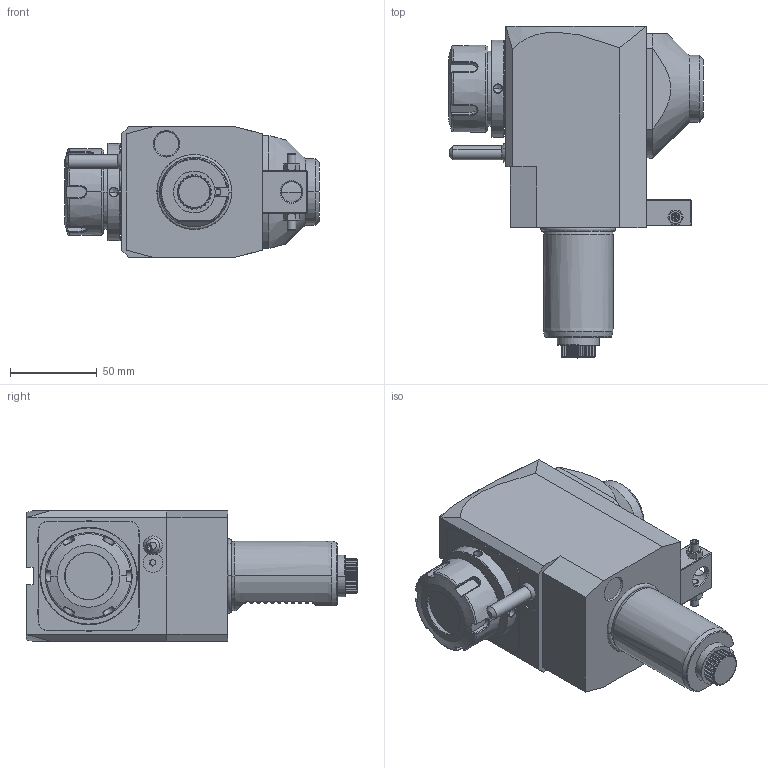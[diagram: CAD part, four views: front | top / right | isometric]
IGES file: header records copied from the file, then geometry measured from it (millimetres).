
Start section:  PTC IGES file: ngt1_40_231_32_3_2_80.igs
Global section: file name: ngt1_40_231_32_3_2_80.igs; native system: Pro/ENGINEER by Parametric Technology Corporation; preprocessor: 2010280; author: vali; organization: Unknown; date: 20220214.125124; units: millimetre
Bounding box: 146.6 x 191 x 75 mm (x, y, z)
Volume: 913605.8 mm3; surface area: 73103 mm2
Topology: 1 solids, 1 shells, 537 faces, 1438 edges, 907 vertices
Faces by surface type: revolution 298, bspline 237, extrusion 2
